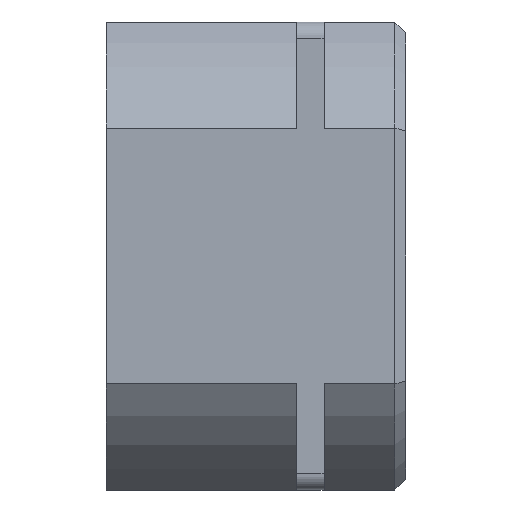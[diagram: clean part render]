
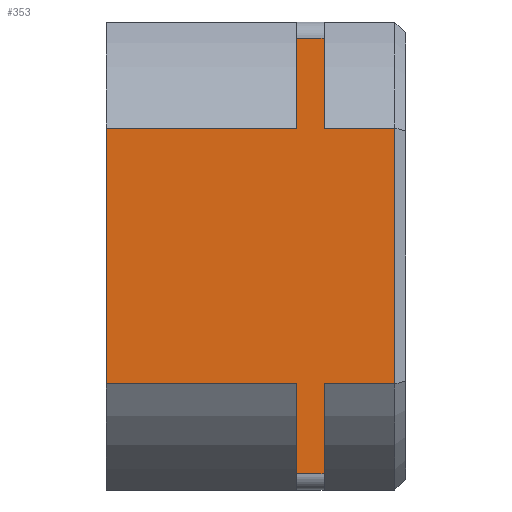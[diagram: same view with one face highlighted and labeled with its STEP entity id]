
A CAD part, left-side view. The second image highlights one B-rep face of the part: STEP entity #353.
In plain terms, the highlighted planar face has unit normal (-1, 0, 0).
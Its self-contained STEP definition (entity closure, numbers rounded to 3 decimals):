
#10 = DIRECTION ( 'NONE',  ( 0., 0., 1. ) ) ;
#33 = EDGE_CURVE ( 'NONE', #1369, #3417, #2668, .T. ) ;
#36 = CARTESIAN_POINT ( 'NONE',  ( -43., 20., 40. ) ) ;
#108 = EDGE_CURVE ( 'NONE', #1242, #1489, #2742, .T. ) ;
#127 = LINE ( 'NONE', #2634, #1219 ) ;
#152 = ORIENTED_EDGE ( 'NONE', *, *, #3107, .T. ) ;
#154 = CARTESIAN_POINT ( 'NONE',  ( -43., 55., 23.495 ) ) ;
#157 = EDGE_CURVE ( 'NONE', #1859, #999, #2518, .T. ) ;
#168 = LINE ( 'NONE', #2063, #344 ) ;
#228 = CARTESIAN_POINT ( 'NONE',  ( -43., 20., -23.495 ) ) ;
#229 = CARTESIAN_POINT ( 'NONE',  ( -43., 20., 0. ) ) ;
#231 = VERTEX_POINT ( 'NONE', #3181 ) ;
#317 = VERTEX_POINT ( 'NONE', #36 ) ;
#344 = VECTOR ( 'NONE', #1549, 1000. ) ;
#353 = ADVANCED_FACE ( 'NONE', ( #2992 ), #2521, .T. ) ;
#380 = DIRECTION ( 'NONE',  ( 0., 1., 0. ) ) ;
#444 = VERTEX_POINT ( 'NONE', #3333 ) ;
#468 = VECTOR ( 'NONE', #837, 1000. ) ;
#517 = ORIENTED_EDGE ( 'NONE', *, *, #2396, .T. ) ;
#545 = DIRECTION ( 'NONE',  ( 0., 0., 1. ) ) ;
#600 = VECTOR ( 'NONE', #3274, 1000. ) ;
#683 = LINE ( 'NONE', #2431, #468 ) ;
#714 = EDGE_CURVE ( 'NONE', #231, #1369, #2307, .T. ) ;
#719 = VECTOR ( 'NONE', #380, 1000. ) ;
#790 = VERTEX_POINT ( 'NONE', #890 ) ;
#837 = DIRECTION ( 'NONE',  ( 0., -1., 0. ) ) ;
#859 = VECTOR ( 'NONE', #1821, 1000. ) ;
#877 = ORIENTED_EDGE ( 'NONE', *, *, #714, .T. ) ;
#881 = AXIS2_PLACEMENT_3D ( 'NONE', #1753, #929, #2018 ) ;
#890 = CARTESIAN_POINT ( 'NONE',  ( -43., 15., 23.495 ) ) ;
#892 = VECTOR ( 'NONE', #3206, 1000. ) ;
#929 = DIRECTION ( 'NONE',  ( -1., 0., 0. ) ) ;
#958 = EDGE_LOOP ( 'NONE', ( #1438, #152, #877, #2760, #2710, #2167, #3122, #2671, #2844, #517, #1618, #1409 ) ) ;
#986 = VECTOR ( 'NONE', #2316, 1000. ) ;
#999 = VERTEX_POINT ( 'NONE', #228 ) ;
#1046 = VERTEX_POINT ( 'NONE', #2078 ) ;
#1083 = EDGE_CURVE ( 'NONE', #790, #1046, #3145, .T. ) ;
#1219 = VECTOR ( 'NONE', #10, 1000. ) ;
#1234 = CARTESIAN_POINT ( 'NONE',  ( -43., 55., 23.495 ) ) ;
#1242 = VERTEX_POINT ( 'NONE', #2188 ) ;
#1256 = DIRECTION ( 'NONE',  ( 0., 1., 0. ) ) ;
#1289 = EDGE_CURVE ( 'NONE', #444, #790, #1302, .T. ) ;
#1302 = LINE ( 'NONE', #1946, #719 ) ;
#1369 = VERTEX_POINT ( 'NONE', #3253 ) ;
#1371 = CARTESIAN_POINT ( 'NONE',  ( -43., 15., 0. ) ) ;
#1409 = ORIENTED_EDGE ( 'NONE', *, *, #2576, .T. ) ;
#1438 = ORIENTED_EDGE ( 'NONE', *, *, #157, .F. ) ;
#1489 = VERTEX_POINT ( 'NONE', #154 ) ;
#1549 = DIRECTION ( 'NONE',  ( 0., -1., 0. ) ) ;
#1554 = CARTESIAN_POINT ( 'NONE',  ( -43., 0., 40. ) ) ;
#1618 = ORIENTED_EDGE ( 'NONE', *, *, #108, .F. ) ;
#1619 = CARTESIAN_POINT ( 'NONE',  ( -43., 15., 0. ) ) ;
#1668 = LINE ( 'NONE', #2551, #600 ) ;
#1698 = CARTESIAN_POINT ( 'NONE',  ( -43., 2., -23.495 ) ) ;
#1753 = CARTESIAN_POINT ( 'NONE',  ( -43., 0., 43. ) ) ;
#1821 = DIRECTION ( 'NONE',  ( 0., -1., 0. ) ) ;
#1855 = VERTEX_POINT ( 'NONE', #2956 ) ;
#1859 = VERTEX_POINT ( 'NONE', #1991 ) ;
#1946 = CARTESIAN_POINT ( 'NONE',  ( -43., 55., 23.495 ) ) ;
#1991 = CARTESIAN_POINT ( 'NONE',  ( -43., 20., -40. ) ) ;
#2018 = DIRECTION ( 'NONE',  ( 0., 0., 1. ) ) ;
#2044 = DIRECTION ( 'NONE',  ( 0., 1., 0. ) ) ;
#2063 = CARTESIAN_POINT ( 'NONE',  ( -43., 0., -40. ) ) ;
#2065 = CARTESIAN_POINT ( 'NONE',  ( -43., 55., 43. ) ) ;
#2078 = CARTESIAN_POINT ( 'NONE',  ( -43., 15., 40. ) ) ;
#2089 = VECTOR ( 'NONE', #2136, 1000. ) ;
#2136 = DIRECTION ( 'NONE',  ( 0., 0., 1. ) ) ;
#2167 = ORIENTED_EDGE ( 'NONE', *, *, #1289, .T. ) ;
#2188 = CARTESIAN_POINT ( 'NONE',  ( -43., 55., -23.495 ) ) ;
#2307 = LINE ( 'NONE', #1371, #892 ) ;
#2316 = DIRECTION ( 'NONE',  ( 0., 0., 1. ) ) ;
#2396 = EDGE_CURVE ( 'NONE', #1855, #1489, #2863, .T. ) ;
#2431 = CARTESIAN_POINT ( 'NONE',  ( -43., 55., -23.495 ) ) ;
#2518 = LINE ( 'NONE', #229, #3352 ) ;
#2521 = PLANE ( 'NONE',  #881 ) ;
#2551 = CARTESIAN_POINT ( 'NONE',  ( -43., 20., 0. ) ) ;
#2576 = EDGE_CURVE ( 'NONE', #1242, #999, #683, .T. ) ;
#2634 = CARTESIAN_POINT ( 'NONE',  ( -43., 2., 23.495 ) ) ;
#2668 = LINE ( 'NONE', #2869, #859 ) ;
#2671 = ORIENTED_EDGE ( 'NONE', *, *, #2918, .T. ) ;
#2710 = ORIENTED_EDGE ( 'NONE', *, *, #3197, .T. ) ;
#2742 = LINE ( 'NONE', #2065, #986 ) ;
#2760 = ORIENTED_EDGE ( 'NONE', *, *, #33, .T. ) ;
#2817 = LINE ( 'NONE', #1554, #3429 ) ;
#2828 = EDGE_CURVE ( 'NONE', #1855, #317, #1668, .T. ) ;
#2844 = ORIENTED_EDGE ( 'NONE', *, *, #2828, .F. ) ;
#2863 = LINE ( 'NONE', #1234, #3389 ) ;
#2869 = CARTESIAN_POINT ( 'NONE',  ( -43., 55., -23.495 ) ) ;
#2918 = EDGE_CURVE ( 'NONE', #1046, #317, #2817, .T. ) ;
#2956 = CARTESIAN_POINT ( 'NONE',  ( -43., 20., 23.495 ) ) ;
#2992 = FACE_OUTER_BOUND ( 'NONE', #958, .T. ) ;
#3107 = EDGE_CURVE ( 'NONE', #1859, #231, #168, .T. ) ;
#3122 = ORIENTED_EDGE ( 'NONE', *, *, #1083, .T. ) ;
#3145 = LINE ( 'NONE', #1619, #2089 ) ;
#3181 = CARTESIAN_POINT ( 'NONE',  ( -43., 15., -40. ) ) ;
#3197 = EDGE_CURVE ( 'NONE', #3417, #444, #127, .T. ) ;
#3206 = DIRECTION ( 'NONE',  ( 0., 0., 1. ) ) ;
#3253 = CARTESIAN_POINT ( 'NONE',  ( -43., 15., -23.495 ) ) ;
#3274 = DIRECTION ( 'NONE',  ( 0., 0., 1. ) ) ;
#3333 = CARTESIAN_POINT ( 'NONE',  ( -43., 2., 23.495 ) ) ;
#3352 = VECTOR ( 'NONE', #545, 1000. ) ;
#3389 = VECTOR ( 'NONE', #1256, 1000. ) ;
#3417 = VERTEX_POINT ( 'NONE', #1698 ) ;
#3429 = VECTOR ( 'NONE', #2044, 1000. ) ;
